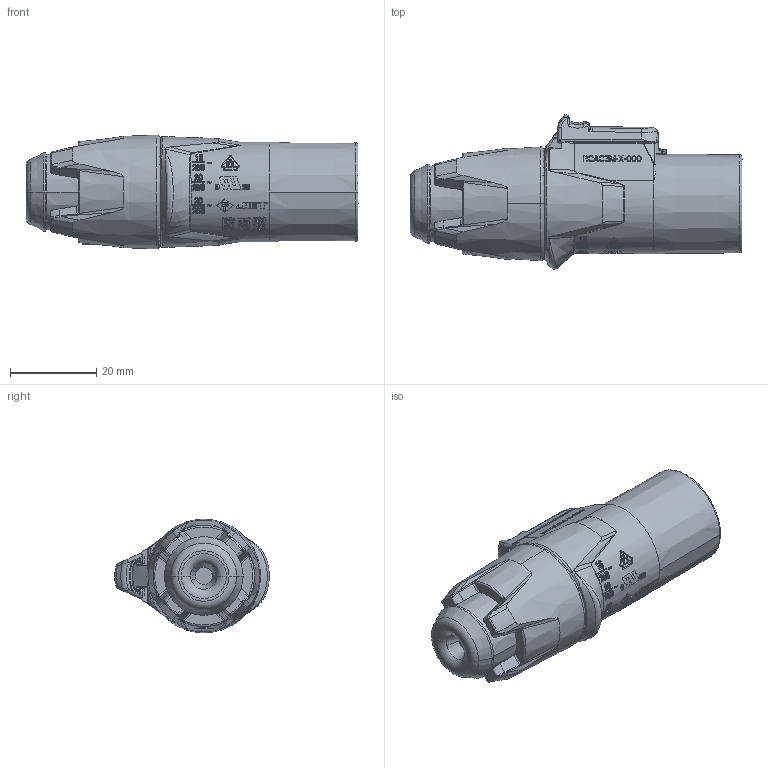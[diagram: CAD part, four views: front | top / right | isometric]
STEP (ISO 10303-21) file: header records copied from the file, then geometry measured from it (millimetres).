
FILE_DESCRIPTION((''),'2;1');
FILE_NAME('RCAC3M-X-000','2022-01-12T',('wpi'),(''),'PRO/ENGINEER BY PARAMETRIC TECHNOLOGY CORPORATION, 2013040','PRO/ENGINEER BY PARAMETRIC TECHNOLOGY CORPORATION, 2013040','');
FILE_SCHEMA(('AUTOMOTIVE_DESIGN { 1 0 10303 214 1 1 1 1 }'));
Length unit declared in the file: millimetre
Products named in the file (1): RCAC3M-X-000
Bounding box: 77.2 x 35.96 x 26.44 mm (x, y, z)
Volume: 30060.8 mm3; surface area: 9954.9 mm2
Topology: 1 solids, 1 shells, 2281 faces, 6220 edges, 3988 vertices
Faces by surface type: plane 866, bspline 810, cylinder 308, torus 100, extrusion 84, cone 69, sphere 44
Entity records: 129278 total; most frequent: CARTESIAN_POINT 61124, ORIENTED_EDGE 12356, DIRECTION 8359, EDGE_CURVE 6178, VERTEX_POINT 3988, VECTOR 2963, LINE 2879, AXIS2_PLACEMENT_3D 2698
